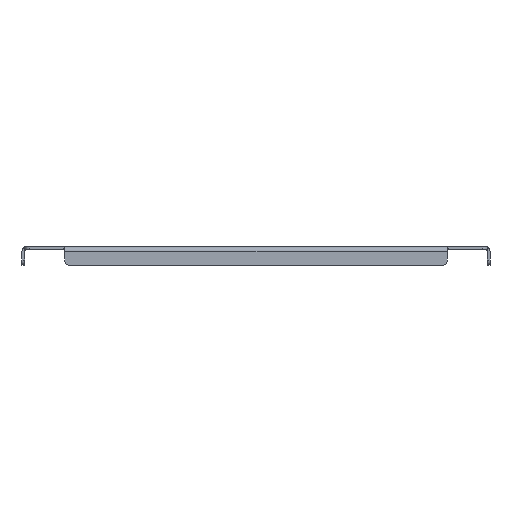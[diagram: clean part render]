
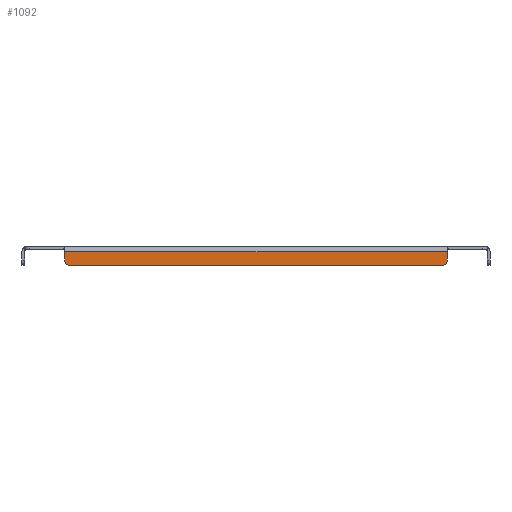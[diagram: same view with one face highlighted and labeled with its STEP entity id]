
A CAD part, left-side view. The second image highlights one B-rep face of the part: STEP entity #1092.
In plain terms, the highlighted planar face has unit normal (-1, 0, 0).
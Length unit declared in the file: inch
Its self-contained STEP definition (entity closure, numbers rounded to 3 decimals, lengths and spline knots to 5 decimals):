
#20 = CARTESIAN_POINT ( 'NONE',  ( -14.46875, -8.96875, -0.556 ) ) ;
#66 = CARTESIAN_POINT ( 'NONE',  ( -14.46875, 8.96875, -0.556 ) ) ;
#152 = CARTESIAN_POINT ( 'NONE',  ( -14.46875, 0., -0.875 ) ) ;
#200 = VERTEX_POINT ( 'NONE', #2862 ) ;
#207 = EDGE_CURVE ( 'NONE', #419, #1678, #1564, .T. ) ;
#289 = DIRECTION ( 'NONE',  ( -1., 0., 0. ) ) ;
#419 = VERTEX_POINT ( 'NONE', #2950 ) ;
#526 = VECTOR ( 'NONE', #2666, 39.37008 ) ;
#809 = CARTESIAN_POINT ( 'NONE',  ( -14.46875, 8.71875, -0.875 ) ) ;
#957 = EDGE_LOOP ( 'NONE', ( #3195, #2971, #3201, #1872, #2185, #2909 ) ) ;
#1016 = EDGE_CURVE ( 'NONE', #1338, #200, #2477, .T. ) ;
#1045 = PLANE ( 'NONE',  #1308 ) ;
#1063 = VERTEX_POINT ( 'NONE', #809 ) ;
#1092 = ADVANCED_FACE ( 'NONE', ( #1521 ), #1045, .T. ) ;
#1188 = DIRECTION ( 'NONE',  ( 1., 0., 0. ) ) ;
#1203 = VECTOR ( 'NONE', #3054, 39.37008 ) ;
#1308 = AXIS2_PLACEMENT_3D ( 'NONE', #1753, #289, #2031 ) ;
#1338 = VERTEX_POINT ( 'NONE', #1513 ) ;
#1364 = CARTESIAN_POINT ( 'NONE',  ( -14.46875, 8.71875, -0.625 ) ) ;
#1454 = CARTESIAN_POINT ( 'NONE',  ( -14.46875, -8.96875, -0.237 ) ) ;
#1488 = DIRECTION ( 'NONE',  ( 0., 0., 1. ) ) ;
#1513 = CARTESIAN_POINT ( 'NONE',  ( -14.46875, -8.96875, -0.237 ) ) ;
#1514 = CIRCLE ( 'NONE', #1725, 0.25 ) ;
#1521 = FACE_OUTER_BOUND ( 'NONE', #957, .T. ) ;
#1564 = LINE ( 'NONE', #66, #1203 ) ;
#1632 = VECTOR ( 'NONE', #2506, 39.37008 ) ;
#1678 = VERTEX_POINT ( 'NONE', #2283 ) ;
#1686 = DIRECTION ( 'NONE',  ( 0., -1., 0. ) ) ;
#1725 = AXIS2_PLACEMENT_3D ( 'NONE', #1364, #2635, #2351 ) ;
#1753 = CARTESIAN_POINT ( 'NONE',  ( -14.46875, 10.84375, 0. ) ) ;
#1848 = AXIS2_PLACEMENT_3D ( 'NONE', #1947, #1188, #1488 ) ;
#1872 = ORIENTED_EDGE ( 'NONE', *, *, #2598, .F. ) ;
#1900 = CIRCLE ( 'NONE', #1848, 0.25 ) ;
#1947 = CARTESIAN_POINT ( 'NONE',  ( -14.46875, -8.71875, -0.625 ) ) ;
#2031 = DIRECTION ( 'NONE',  ( 0., 0., 1. ) ) ;
#2185 = ORIENTED_EDGE ( 'NONE', *, *, #1016, .F. ) ;
#2264 = VECTOR ( 'NONE', #1686, 39.37008 ) ;
#2283 = CARTESIAN_POINT ( 'NONE',  ( -14.46875, 8.96875, -0.237 ) ) ;
#2351 = DIRECTION ( 'NONE',  ( 0., 0., 1. ) ) ;
#2400 = LINE ( 'NONE', #152, #526 ) ;
#2477 = LINE ( 'NONE', #20, #1632 ) ;
#2506 = DIRECTION ( 'NONE',  ( 0., 0., -1. ) ) ;
#2596 = VERTEX_POINT ( 'NONE', #3177 ) ;
#2598 = EDGE_CURVE ( 'NONE', #200, #2596, #1900, .T. ) ;
#2635 = DIRECTION ( 'NONE',  ( 1., 0., 0. ) ) ;
#2642 = EDGE_CURVE ( 'NONE', #1678, #1338, #2930, .T. ) ;
#2666 = DIRECTION ( 'NONE',  ( 0., 1., 0. ) ) ;
#2862 = CARTESIAN_POINT ( 'NONE',  ( -14.46875, -8.96875, -0.625 ) ) ;
#2909 = ORIENTED_EDGE ( 'NONE', *, *, #2642, .F. ) ;
#2913 = EDGE_CURVE ( 'NONE', #1063, #419, #1514, .T. ) ;
#2930 = LINE ( 'NONE', #1454, #2264 ) ;
#2950 = CARTESIAN_POINT ( 'NONE',  ( -14.46875, 8.96875, -0.625 ) ) ;
#2967 = EDGE_CURVE ( 'NONE', #2596, #1063, #2400, .T. ) ;
#2971 = ORIENTED_EDGE ( 'NONE', *, *, #2913, .F. ) ;
#3054 = DIRECTION ( 'NONE',  ( 0., 0., 1. ) ) ;
#3177 = CARTESIAN_POINT ( 'NONE',  ( -14.46875, -8.71875, -0.875 ) ) ;
#3195 = ORIENTED_EDGE ( 'NONE', *, *, #207, .F. ) ;
#3201 = ORIENTED_EDGE ( 'NONE', *, *, #2967, .F. ) ;
